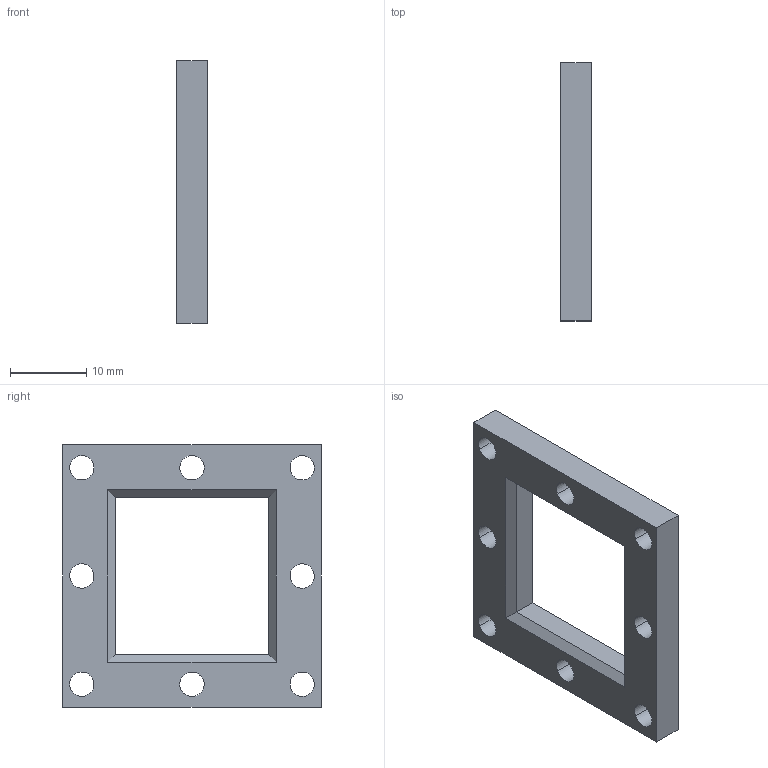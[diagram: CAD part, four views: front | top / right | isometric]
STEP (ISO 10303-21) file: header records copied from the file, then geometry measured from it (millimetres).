
FILE_DESCRIPTION(('CATIA V5 STEP Exchange'),'2;1');
FILE_NAME('Flange_b16_AR-H1.stp','2017-04-06T11:31:47+00:00',('none'),('none'),'CATIA Version 5 Release 18 GA (IN-10)','CATIA V5 STEP AP203','none');
FILE_SCHEMA(('CONFIG_CONTROL_DESIGN'));
Length unit declared in the file: millimetre
Products named in the file (1): Flange_b16_AR-H1
Bounding box: 4 x 34 x 34.5 mm (x, y, z)
Volume: 2719.8 mm3; surface area: 2531.7 mm2
Topology: 1 solids, 1 shells, 30 faces, 80 edges, 52 vertices
Faces by surface type: cylinder 16, plane 14
Entity records: 1506 total; most frequent: CARTESIAN_POINT 739, ORIENTED_EDGE 160, DIRECTION 110, EDGE_CURVE 80, VERTEX_POINT 52, VECTOR 48, EDGE_LOOP 48, LINE 48
